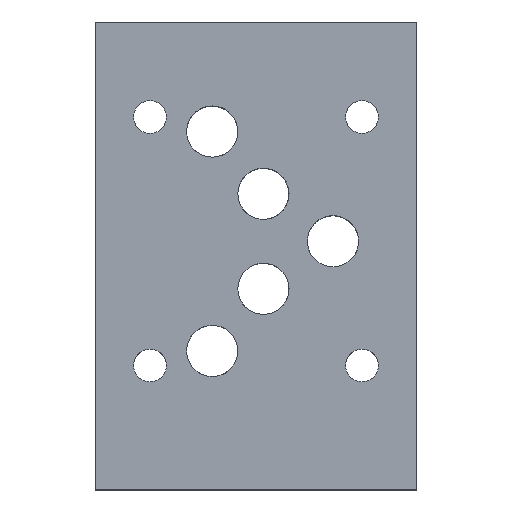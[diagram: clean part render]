
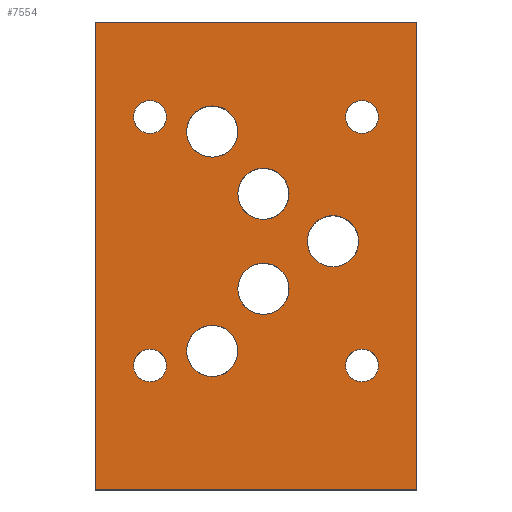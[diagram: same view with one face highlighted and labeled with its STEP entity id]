
A CAD part, top view. The second image highlights one B-rep face of the part: STEP entity #7554.
In plain terms, the highlighted planar face has unit normal (0, 0, 1).
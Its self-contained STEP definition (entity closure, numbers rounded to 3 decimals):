
#66=CIRCLE('',#7853,5.563);
#67=CIRCLE('',#7854,5.563);
#81=CIRCLE('',#7877,5.556);
#82=CIRCLE('',#7878,5.556);
#84=CIRCLE('',#7881,5.563);
#85=CIRCLE('',#7882,5.563);
#87=CIRCLE('',#7885,5.556);
#88=CIRCLE('',#7886,5.556);
#90=CIRCLE('',#7889,5.556);
#91=CIRCLE('',#7890,5.556);
#115=CIRCLE('',#7925,3.569);
#118=CIRCLE('',#7929,3.569);
#121=CIRCLE('',#7933,3.569);
#124=CIRCLE('',#7937,3.569);
#165=FACE_BOUND('',#1242,.T.);
#166=FACE_BOUND('',#1243,.T.);
#167=FACE_BOUND('',#1244,.T.);
#168=FACE_BOUND('',#1245,.T.);
#169=FACE_BOUND('',#1246,.T.);
#170=FACE_BOUND('',#1247,.T.);
#171=FACE_BOUND('',#1248,.T.);
#172=FACE_BOUND('',#1249,.T.);
#173=FACE_BOUND('',#1250,.T.);
#449=PLANE('',#7947);
#825=FACE_OUTER_BOUND('',#1241,.T.);
#1241=EDGE_LOOP('',(#6748,#6749,#6750,#6751));
#1242=EDGE_LOOP('',(#6752));
#1243=EDGE_LOOP('',(#6753));
#1244=EDGE_LOOP('',(#6754));
#1245=EDGE_LOOP('',(#6755));
#1246=EDGE_LOOP('',(#6756,#6757));
#1247=EDGE_LOOP('',(#6758,#6759));
#1248=EDGE_LOOP('',(#6760,#6761));
#1249=EDGE_LOOP('',(#6762,#6763));
#1250=EDGE_LOOP('',(#6764,#6765));
#1575=LINE('',#11112,#2367);
#1987=LINE('',#12226,#2779);
#2049=LINE('',#12748,#2841);
#2052=LINE('',#12752,#2844);
#2367=VECTOR('',#8457,10.);
#2779=VECTOR('',#9169,10.);
#2841=VECTOR('',#9487,10.);
#2844=VECTOR('',#9492,10.);
#3292=VERTEX_POINT('',#11109);
#3293=VERTEX_POINT('',#11111);
#3589=VERTEX_POINT('',#12225);
#3629=VERTEX_POINT('',#12380);
#3630=VERTEX_POINT('',#12381);
#3659=VERTEX_POINT('',#12625);
#3660=VERTEX_POINT('',#12626);
#3661=VERTEX_POINT('',#12632);
#3662=VERTEX_POINT('',#12633);
#3663=VERTEX_POINT('',#12639);
#3664=VERTEX_POINT('',#12640);
#3665=VERTEX_POINT('',#12646);
#3666=VERTEX_POINT('',#12647);
#3689=VERTEX_POINT('',#12712);
#3692=VERTEX_POINT('',#12720);
#3695=VERTEX_POINT('',#12728);
#3698=VERTEX_POINT('',#12736);
#3700=VERTEX_POINT('',#12747);
#4129=EDGE_CURVE('',#3293,#3292,#1575,.T.);
#4573=EDGE_CURVE('',#3589,#3293,#1987,.T.);
#4628=EDGE_CURVE('',#3629,#3630,#66,.T.);
#4629=EDGE_CURVE('',#3630,#3629,#67,.T.);
#4668=EDGE_CURVE('',#3659,#3660,#81,.T.);
#4669=EDGE_CURVE('',#3660,#3659,#82,.T.);
#4672=EDGE_CURVE('',#3661,#3662,#84,.T.);
#4673=EDGE_CURVE('',#3662,#3661,#85,.T.);
#4676=EDGE_CURVE('',#3663,#3664,#87,.T.);
#4677=EDGE_CURVE('',#3664,#3663,#88,.T.);
#4680=EDGE_CURVE('',#3665,#3666,#90,.T.);
#4681=EDGE_CURVE('',#3666,#3665,#91,.T.);
#4712=EDGE_CURVE('',#3689,#3689,#115,.T.);
#4716=EDGE_CURVE('',#3692,#3692,#118,.T.);
#4720=EDGE_CURVE('',#3695,#3695,#121,.T.);
#4724=EDGE_CURVE('',#3698,#3698,#124,.T.);
#4726=EDGE_CURVE('',#3700,#3589,#2049,.T.);
#4729=EDGE_CURVE('',#3292,#3700,#2052,.T.);
#6748=ORIENTED_EDGE('',*,*,#4573,.T.);
#6749=ORIENTED_EDGE('',*,*,#4129,.T.);
#6750=ORIENTED_EDGE('',*,*,#4729,.T.);
#6751=ORIENTED_EDGE('',*,*,#4726,.T.);
#6752=ORIENTED_EDGE('',*,*,#4712,.T.);
#6753=ORIENTED_EDGE('',*,*,#4716,.T.);
#6754=ORIENTED_EDGE('',*,*,#4720,.T.);
#6755=ORIENTED_EDGE('',*,*,#4724,.T.);
#6756=ORIENTED_EDGE('',*,*,#4668,.T.);
#6757=ORIENTED_EDGE('',*,*,#4669,.T.);
#6758=ORIENTED_EDGE('',*,*,#4676,.T.);
#6759=ORIENTED_EDGE('',*,*,#4677,.T.);
#6760=ORIENTED_EDGE('',*,*,#4680,.T.);
#6761=ORIENTED_EDGE('',*,*,#4681,.T.);
#6762=ORIENTED_EDGE('',*,*,#4672,.T.);
#6763=ORIENTED_EDGE('',*,*,#4673,.T.);
#6764=ORIENTED_EDGE('',*,*,#4628,.T.);
#6765=ORIENTED_EDGE('',*,*,#4629,.T.);
#7554=ADVANCED_FACE('',(#825,#165,#166,#167,#168,#169,#170,#171,#172,#173),
#449,.T.);
#7853=AXIS2_PLACEMENT_3D('',#12382,#9278,#9279);
#7854=AXIS2_PLACEMENT_3D('',#12383,#9280,#9281);
#7877=AXIS2_PLACEMENT_3D('',#12627,#9339,#9340);
#7878=AXIS2_PLACEMENT_3D('',#12628,#9341,#9342);
#7881=AXIS2_PLACEMENT_3D('',#12634,#9348,#9349);
#7882=AXIS2_PLACEMENT_3D('',#12635,#9350,#9351);
#7885=AXIS2_PLACEMENT_3D('',#12641,#9357,#9358);
#7886=AXIS2_PLACEMENT_3D('',#12642,#9359,#9360);
#7889=AXIS2_PLACEMENT_3D('',#12648,#9366,#9367);
#7890=AXIS2_PLACEMENT_3D('',#12649,#9368,#9369);
#7925=AXIS2_PLACEMENT_3D('',#12714,#9445,#9446);
#7929=AXIS2_PLACEMENT_3D('',#12722,#9454,#9455);
#7933=AXIS2_PLACEMENT_3D('',#12730,#9463,#9464);
#7937=AXIS2_PLACEMENT_3D('',#12738,#9472,#9473);
#7947=AXIS2_PLACEMENT_3D('',#12755,#9497,#9498);
#8457=DIRECTION('',(0.,1.,0.));
#9169=DIRECTION('',(1.,0.,0.));
#9278=DIRECTION('center_axis',(0.,0.,-1.));
#9279=DIRECTION('ref_axis',(1.,0.,0.));
#9280=DIRECTION('center_axis',(0.,0.,-1.));
#9281=DIRECTION('ref_axis',(1.,0.,0.));
#9339=DIRECTION('center_axis',(0.,0.,-1.));
#9340=DIRECTION('ref_axis',(1.,0.,0.));
#9341=DIRECTION('center_axis',(0.,0.,-1.));
#9342=DIRECTION('ref_axis',(1.,0.,0.));
#9348=DIRECTION('center_axis',(0.,0.,-1.));
#9349=DIRECTION('ref_axis',(1.,0.,0.));
#9350=DIRECTION('center_axis',(0.,0.,-1.));
#9351=DIRECTION('ref_axis',(1.,0.,0.));
#9357=DIRECTION('center_axis',(0.,0.,-1.));
#9358=DIRECTION('ref_axis',(1.,0.,0.));
#9359=DIRECTION('center_axis',(0.,0.,-1.));
#9360=DIRECTION('ref_axis',(1.,0.,0.));
#9366=DIRECTION('center_axis',(0.,0.,-1.));
#9367=DIRECTION('ref_axis',(1.,0.,0.));
#9368=DIRECTION('center_axis',(0.,0.,-1.));
#9369=DIRECTION('ref_axis',(1.,0.,0.));
#9445=DIRECTION('center_axis',(0.,0.,-1.));
#9446=DIRECTION('ref_axis',(1.,0.,0.));
#9454=DIRECTION('center_axis',(0.,0.,-1.));
#9455=DIRECTION('ref_axis',(1.,0.,0.));
#9463=DIRECTION('center_axis',(0.,0.,-1.));
#9464=DIRECTION('ref_axis',(1.,0.,0.));
#9472=DIRECTION('center_axis',(0.,0.,-1.));
#9473=DIRECTION('ref_axis',(1.,0.,0.));
#9487=DIRECTION('',(0.,-1.,0.));
#9492=DIRECTION('',(-1.,0.,0.));
#9497=DIRECTION('center_axis',(0.,0.,1.));
#9498=DIRECTION('ref_axis',(1.,0.,0.));
#11109=CARTESIAN_POINT('',(69.85,101.6,25.4));
#11111=CARTESIAN_POINT('',(69.85,0.,25.4));
#11112=CARTESIAN_POINT('',(69.85,0.,25.4));
#12225=CARTESIAN_POINT('',(0.,0.,25.4));
#12226=CARTESIAN_POINT('',(0.,0.,25.4));
#12380=CARTESIAN_POINT('',(30.988,77.8,25.4));
#12381=CARTESIAN_POINT('',(19.863,77.8,25.4));
#12382=CARTESIAN_POINT('Origin',(25.425,77.8,25.4));
#12383=CARTESIAN_POINT('Origin',(25.425,77.8,25.4));
#12625=CARTESIAN_POINT('',(42.099,43.658,25.4));
#12626=CARTESIAN_POINT('',(30.987,43.658,25.4));
#12627=CARTESIAN_POINT('Origin',(36.543,43.658,25.4));
#12628=CARTESIAN_POINT('Origin',(36.543,43.658,25.4));
#12632=CARTESIAN_POINT('',(57.201,53.975,25.4));
#12633=CARTESIAN_POINT('',(46.076,53.975,25.4));
#12634=CARTESIAN_POINT('Origin',(51.638,53.975,25.4));
#12635=CARTESIAN_POINT('Origin',(51.638,53.975,25.4));
#12639=CARTESIAN_POINT('',(42.094,64.292,25.4));
#12640=CARTESIAN_POINT('',(30.982,64.292,25.4));
#12641=CARTESIAN_POINT('Origin',(36.538,64.292,25.4));
#12642=CARTESIAN_POINT('Origin',(36.538,64.292,25.4));
#12646=CARTESIAN_POINT('',(30.982,30.163,25.4));
#12647=CARTESIAN_POINT('',(19.869,30.163,25.4));
#12648=CARTESIAN_POINT('Origin',(25.425,30.163,25.4));
#12649=CARTESIAN_POINT('Origin',(25.425,30.163,25.4));
#12712=CARTESIAN_POINT('',(54.381,27.,25.4));
#12714=CARTESIAN_POINT('Origin',(57.95,27.,25.4));
#12720=CARTESIAN_POINT('',(8.331,80.975,25.4));
#12722=CARTESIAN_POINT('Origin',(11.9,80.975,25.4));
#12728=CARTESIAN_POINT('',(54.381,80.988,25.4));
#12730=CARTESIAN_POINT('Origin',(57.95,80.988,25.4));
#12736=CARTESIAN_POINT('',(8.344,27.,25.4));
#12738=CARTESIAN_POINT('Origin',(11.913,27.,25.4));
#12747=CARTESIAN_POINT('',(0.,101.6,25.4));
#12748=CARTESIAN_POINT('',(0.,101.6,25.4));
#12752=CARTESIAN_POINT('',(69.85,101.6,25.4));
#12755=CARTESIAN_POINT('Origin',(34.925,50.8,25.4));
